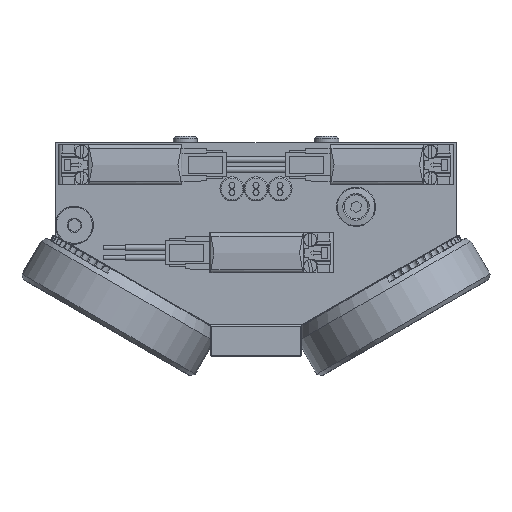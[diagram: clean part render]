
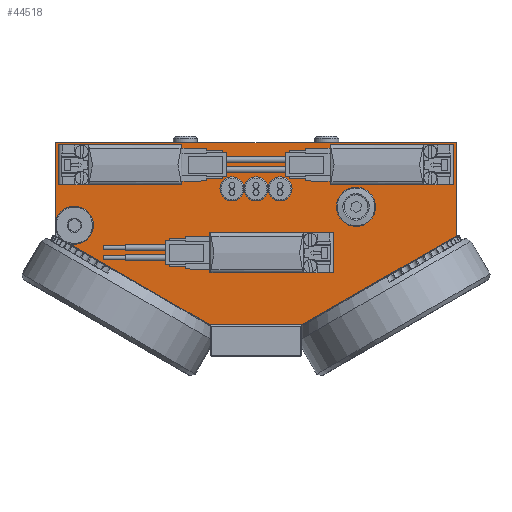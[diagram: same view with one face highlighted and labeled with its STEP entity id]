
A CAD part, front view. The second image highlights one B-rep face of the part: STEP entity #44518.
In plain terms, the highlighted planar face has unit normal (0, -1, 0).
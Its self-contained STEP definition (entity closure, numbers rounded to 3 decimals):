
#1945=LINE('',#61541,#5279);
#1951=LINE('',#61555,#5285);
#1958=LINE('',#61574,#5292);
#1967=LINE('',#61592,#5301);
#1971=LINE('',#61604,#5305);
#1984=LINE('',#61630,#5318);
#2079=LINE('',#62043,#5413);
#2085=LINE('',#62064,#5419);
#2094=LINE('',#62087,#5428);
#2495=LINE('',#66514,#5829);
#2496=LINE('',#66516,#5830);
#2497=LINE('',#66518,#5831);
#2498=LINE('',#66520,#5832);
#2499=LINE('',#66521,#5833);
#2500=LINE('',#66531,#5834);
#2501=LINE('',#66533,#5835);
#2502=LINE('',#66534,#5836);
#2503=LINE('',#66535,#5837);
#5279=VECTOR('',#50883,30.9);
#5285=VECTOR('',#50891,30.9);
#5292=VECTOR('',#50906,10.);
#5301=VECTOR('',#50917,10.);
#5305=VECTOR('',#50925,30.9);
#5318=VECTOR('',#50940,10.);
#5413=VECTOR('',#51127,40.64);
#5419=VECTOR('',#51143,44.497);
#5428=VECTOR('',#51160,23.251);
#5829=VECTOR('',#52115,100.);
#5830=VECTOR('',#52116,19.394);
#5831=VECTOR('',#52119,22.928);
#5832=VECTOR('',#52120,10.);
#5833=VECTOR('',#52121,30.9);
#5834=VECTOR('',#52132,10.);
#5835=VECTOR('',#52133,30.9);
#5836=VECTOR('',#52134,10.);
#5837=VECTOR('',#52135,30.9);
#9483=FACE_BOUND('',#14480,.T.);
#9484=FACE_BOUND('',#14481,.T.);
#9485=FACE_BOUND('',#14482,.T.);
#9486=FACE_BOUND('',#14483,.T.);
#9487=FACE_BOUND('',#14484,.T.);
#10397=PLANE('',#47499);
#11777=FACE_OUTER_BOUND('',#14479,.T.);
#14479=EDGE_LOOP('',(#30972,#30973,#30974,#30975,#30976,#30977,#30978));
#14480=EDGE_LOOP('',(#30979,#30980,#30981,#30982));
#14481=EDGE_LOOP('',(#30983,#30984,#30985,#30986));
#14482=EDGE_LOOP('',(#30987));
#14483=EDGE_LOOP('',(#30988,#30989,#30990,#30991));
#14484=EDGE_LOOP('',(#30992,#30993,#30994,#30995));
#17938=CIRCLE('',#47500,4.75);
#17939=CIRCLE('',#47501,3.);
#17940=CIRCLE('',#47502,3.);
#17941=CIRCLE('',#47503,3.);
#17942=CIRCLE('',#47504,3.);
#17943=CIRCLE('',#47505,4.8);
#19171=VERTEX_POINT('',#61521);
#19180=VERTEX_POINT('',#61539);
#19186=VERTEX_POINT('',#61552);
#19187=VERTEX_POINT('',#61554);
#19195=VERTEX_POINT('',#61572);
#19202=VERTEX_POINT('',#61588);
#19208=VERTEX_POINT('',#61601);
#19209=VERTEX_POINT('',#61603);
#19221=VERTEX_POINT('',#61629);
#19337=VERTEX_POINT('',#62039);
#19339=VERTEX_POINT('',#62042);
#19348=VERTEX_POINT('',#62061);
#19349=VERTEX_POINT('',#62063);
#19359=VERTEX_POINT('',#62085);
#20248=VERTEX_POINT('',#66513);
#20249=VERTEX_POINT('',#66515);
#20250=VERTEX_POINT('',#66519);
#20251=VERTEX_POINT('',#66522);
#20252=VERTEX_POINT('',#66524);
#20253=VERTEX_POINT('',#66528);
#20254=VERTEX_POINT('',#66530);
#20255=VERTEX_POINT('',#66532);
#23512=EDGE_CURVE('',#19171,#19180,#1945,.T.);
#23518=EDGE_CURVE('',#19187,#19186,#1951,.T.);
#23528=EDGE_CURVE('',#19186,#19195,#1958,.T.);
#23537=EDGE_CURVE('',#19202,#19187,#1967,.T.);
#23542=EDGE_CURVE('',#19209,#19208,#1971,.T.);
#23555=EDGE_CURVE('',#19221,#19209,#1984,.T.);
#23689=EDGE_CURVE('',#19337,#19339,#2079,.T.);
#23699=EDGE_CURVE('',#19348,#19349,#2085,.T.);
#23711=EDGE_CURVE('',#19348,#19359,#2094,.T.);
#24634=EDGE_CURVE('',#20248,#19359,#2495,.T.);
#24635=EDGE_CURVE('',#20248,#20249,#2496,.T.);
#24636=EDGE_CURVE('',#20249,#19339,#17938,.T.);
#24637=EDGE_CURVE('',#19349,#19337,#2497,.T.);
#24638=EDGE_CURVE('',#19208,#20250,#2498,.T.);
#24639=EDGE_CURVE('',#20250,#19221,#2499,.T.);
#24640=EDGE_CURVE('',#20251,#20251,#17939,.T.);
#24641=EDGE_CURVE('',#20251,#20252,#17940,.T.);
#24642=EDGE_CURVE('',#20252,#20252,#17941,.T.);
#24643=EDGE_CURVE('',#20252,#20251,#17942,.T.);
#24644=EDGE_CURVE('',#20253,#20253,#17943,.T.);
#24645=EDGE_CURVE('',#19180,#20254,#2500,.T.);
#24646=EDGE_CURVE('',#20254,#20255,#2501,.T.);
#24647=EDGE_CURVE('',#20255,#19171,#2502,.T.);
#24648=EDGE_CURVE('',#19195,#19202,#2503,.T.);
#30972=ORIENTED_EDGE('',*,*,#23711,.T.);
#30973=ORIENTED_EDGE('',*,*,#24634,.F.);
#30974=ORIENTED_EDGE('',*,*,#24635,.T.);
#30975=ORIENTED_EDGE('',*,*,#24636,.T.);
#30976=ORIENTED_EDGE('',*,*,#23689,.F.);
#30977=ORIENTED_EDGE('',*,*,#24637,.F.);
#30978=ORIENTED_EDGE('',*,*,#23699,.F.);
#30979=ORIENTED_EDGE('',*,*,#23542,.T.);
#30980=ORIENTED_EDGE('',*,*,#24638,.T.);
#30981=ORIENTED_EDGE('',*,*,#24639,.T.);
#30982=ORIENTED_EDGE('',*,*,#23555,.T.);
#30983=ORIENTED_EDGE('',*,*,#24640,.T.);
#30984=ORIENTED_EDGE('',*,*,#24641,.T.);
#30985=ORIENTED_EDGE('',*,*,#24642,.T.);
#30986=ORIENTED_EDGE('',*,*,#24643,.T.);
#30987=ORIENTED_EDGE('',*,*,#24644,.T.);
#30988=ORIENTED_EDGE('',*,*,#23512,.T.);
#30989=ORIENTED_EDGE('',*,*,#24645,.T.);
#30990=ORIENTED_EDGE('',*,*,#24646,.T.);
#30991=ORIENTED_EDGE('',*,*,#24647,.T.);
#30992=ORIENTED_EDGE('',*,*,#23518,.T.);
#30993=ORIENTED_EDGE('',*,*,#23528,.T.);
#30994=ORIENTED_EDGE('',*,*,#24648,.T.);
#30995=ORIENTED_EDGE('',*,*,#23537,.T.);
#44518=ADVANCED_FACE('',(#11777,#9483,#9484,#9485,#9486,#9487),#10397,.T.);
#47499=AXIS2_PLACEMENT_3D('',#66512,#52113,#52114);
#47500=AXIS2_PLACEMENT_3D('',#66517,#52117,#52118);
#47501=AXIS2_PLACEMENT_3D('',#66523,#52122,#52123);
#47502=AXIS2_PLACEMENT_3D('',#66525,#52124,#52125);
#47503=AXIS2_PLACEMENT_3D('',#66526,#52126,#52127);
#47504=AXIS2_PLACEMENT_3D('',#66527,#52128,#52129);
#47505=AXIS2_PLACEMENT_3D('',#66529,#52130,#52131);
#50883=DIRECTION('',(1.,0.,0.));
#50891=DIRECTION('',(-1.,0.,0.));
#50906=DIRECTION('',(0.,0.,1.));
#50917=DIRECTION('',(0.,0.,-1.));
#50925=DIRECTION('',(-1.,0.,0.));
#50940=DIRECTION('',(0.,0.,-1.));
#51127=DIRECTION('',(-0.866,0.,0.5));
#51143=DIRECTION('',(-0.866,0.,-0.5));
#51160=DIRECTION('',(0.,0.,1.));
#52113=DIRECTION('center_axis',(0.,-1.,0.));
#52114=DIRECTION('ref_axis',(-1.,0.,0.));
#52115=DIRECTION('',(1.,0.,0.));
#52116=DIRECTION('',(0.,0.,-1.));
#52117=DIRECTION('center_axis',(0.,1.,0.));
#52118=DIRECTION('ref_axis',(0.,0.,
1.));
#52119=DIRECTION('',(-1.,0.,0.));
#52120=DIRECTION('',(0.,0.,1.));
#52121=DIRECTION('',(1.,0.,0.));
#52122=DIRECTION('center_axis',(0.,1.,0.));
#52123=DIRECTION('ref_axis',(1.,0.,0.));
#52124=DIRECTION('center_axis',(0.,1.,0.));
#52125=DIRECTION('ref_axis',(1.,0.,0.));
#52126=DIRECTION('center_axis',(0.,1.,0.));
#52127=DIRECTION('ref_axis',(1.,0.,0.));
#52128=DIRECTION('center_axis',(0.,1.,0.));
#52129=DIRECTION('ref_axis',(1.,0.,0.));
#52130=DIRECTION('center_axis',(0.,1.,0.));
#52131=DIRECTION('ref_axis',(0.908,0.,0.418));
#52132=DIRECTION('',(0.,0.,-1.));
#52133=DIRECTION('',(-1.,0.,0.));
#52134=DIRECTION('',(0.,0.,1.));
#52135=DIRECTION('',(1.,0.,0.));
#61521=CARTESIAN_POINT('',(-11.5,-34.5,0.));
#61539=CARTESIAN_POINT('',(19.4,-34.5,0.));
#61541=CARTESIAN_POINT('',(34.7,-34.5,0.));
#61552=CARTESIAN_POINT('',(18.5,-34.5,12.));
#61554=CARTESIAN_POINT('',(49.4,-34.5,12.));
#61555=CARTESIAN_POINT('',(49.7,-34.5,12.));
#61572=CARTESIAN_POINT('',(18.5,-34.5,22.));
#61574=CARTESIAN_POINT('',(18.5,-34.5,16.));
#61588=CARTESIAN_POINT('',(49.4,-34.5,22.));
#61592=CARTESIAN_POINT('',(49.4,-34.5,16.));
#61601=CARTESIAN_POINT('',(-49.4,-34.5,12.));
#61603=CARTESIAN_POINT('',(-18.5,-34.5,12.));
#61604=CARTESIAN_POINT('',(0.3,-34.5,12.));
#61629=CARTESIAN_POINT('',(-18.5,-34.5,22.));
#61630=CARTESIAN_POINT('',(-18.5,-34.5,16.));
#62039=CARTESIAN_POINT('',(-11.464,-34.5,-23.));
#62042=CARTESIAN_POINT('',(-46.659,-34.5,-2.68));
#62043=CARTESIAN_POINT('',(3.358,-34.5,-31.557));
#62061=CARTESIAN_POINT('',(50.,-34.5,-0.751));
#62063=CARTESIAN_POINT('',(11.464,-34.5,-23.));
#62064=CARTESIAN_POINT('',(53.41,-34.5,1.218));
#62085=CARTESIAN_POINT('',(50.,-34.5,22.5));
#62087=CARTESIAN_POINT('',(50.,-34.5,15.));
#66512=CARTESIAN_POINT('Origin',(50.,-34.5,15.));
#66513=CARTESIAN_POINT('',(-50.,-34.5,22.5));
#66514=CARTESIAN_POINT('',(-50.,-34.5,22.5));
#66515=CARTESIAN_POINT('',(-50.,-34.5,3.106));
#66516=CARTESIAN_POINT('',(-50.,-34.5,15.));
#66517=CARTESIAN_POINT('Origin',(-45.405,-34.5,1.901));
#66518=CARTESIAN_POINT('',(30.732,-34.5,-23.));
#66519=CARTESIAN_POINT('',(-49.4,-34.5,22.));
#66520=CARTESIAN_POINT('',(-49.4,-34.5,16.));
#66521=CARTESIAN_POINT('',(0.3,-34.5,22.));
#66522=CARTESIAN_POINT('',(3.,-34.5,11.));
#66523=CARTESIAN_POINT('Origin',(6.,-34.5,11.));
#66524=CARTESIAN_POINT('',(-3.,-34.5,11.));
#66525=CARTESIAN_POINT('Origin',(0.,-34.5,11.));
#66526=CARTESIAN_POINT('Origin',(-6.,-34.5,11.));
#66527=CARTESIAN_POINT('Origin',(0.,-34.5,11.));
#66528=CARTESIAN_POINT('',(29.36,-34.5,8.508));
#66529=CARTESIAN_POINT('Origin',(25.,-34.5,6.5));
#66530=CARTESIAN_POINT('',(19.4,-34.5,-10.));
#66531=CARTESIAN_POINT('',(19.4,-34.5,5.));
#66532=CARTESIAN_POINT('',(-11.5,-34.5,-10.));
#66533=CARTESIAN_POINT('',(34.7,-34.5,-10.));
#66534=CARTESIAN_POINT('',(-11.5,-34.5,5.));
#66535=CARTESIAN_POINT('',(49.7,-34.5,22.));
